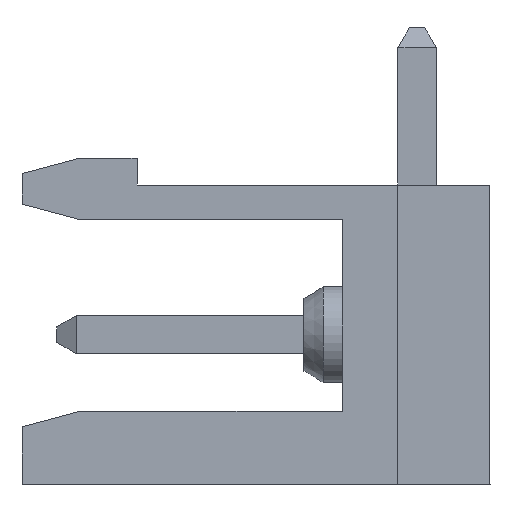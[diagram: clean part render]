
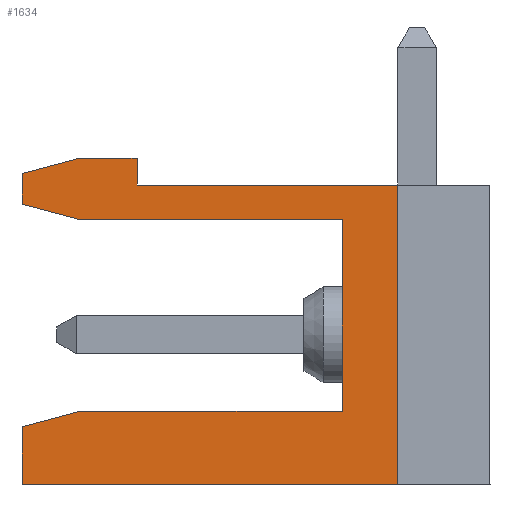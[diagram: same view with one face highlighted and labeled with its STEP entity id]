
A CAD part, left-side view. The second image highlights one B-rep face of the part: STEP entity #1634.
In plain terms, the highlighted planar face has unit normal (-1, 0, 0).
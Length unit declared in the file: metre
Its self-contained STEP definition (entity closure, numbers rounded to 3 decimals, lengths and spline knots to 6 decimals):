
#1634=ADVANCED_FACE('',(#3340),#3341,.F.);
#3340=FACE_OUTER_BOUND('',#5071,.T.);
#3341=PLANE('',#5072);
#5071=EDGE_LOOP('',(#9882,#9883,#9884,#9885,#9886,#9887,#9888,#9889,#9890,#9891,#9892,#9893,#9894));
#5072=AXIS2_PLACEMENT_3D('',#9895,#9896,#9897);
#9882=ORIENTED_EDGE('',*,*,#11416,.F.);
#9883=ORIENTED_EDGE('',*,*,#10681,.F.);
#9884=ORIENTED_EDGE('',*,*,#11767,.F.);
#9885=ORIENTED_EDGE('',*,*,#11030,.F.);
#9886=ORIENTED_EDGE('',*,*,#11684,.F.);
#9887=ORIENTED_EDGE('',*,*,#11480,.F.);
#9888=ORIENTED_EDGE('',*,*,#11953,.F.);
#9889=ORIENTED_EDGE('',*,*,#11906,.T.);
#9890=ORIENTED_EDGE('',*,*,#11552,.T.);
#9891=ORIENTED_EDGE('',*,*,#10338,.F.);
#9892=ORIENTED_EDGE('',*,*,#11816,.T.);
#9893=ORIENTED_EDGE('',*,*,#11585,.F.);
#9894=ORIENTED_EDGE('',*,*,#11791,.F.);
#9895=CARTESIAN_POINT('',(-0.04482,0.0098,0.000699));
#9896=DIRECTION('',(1.0,0.,0.));
#9897=DIRECTION('',(0.,1.0,0.));
#10338=EDGE_CURVE('',#12407,#12408,#12409,.T.);
#10681=EDGE_CURVE('',#12979,#12982,#12983,.T.);
#11030=EDGE_CURVE('',#13538,#13541,#13542,.T.);
#11416=EDGE_CURVE('',#12982,#14076,#14077,.T.);
#11480=EDGE_CURVE('',#14158,#14160,#14161,.T.);
#11552=EDGE_CURVE('',#14258,#12408,#14259,.T.);
#11585=EDGE_CURVE('',#14303,#14305,#14306,.T.);
#11684=EDGE_CURVE('',#14160,#13538,#14431,.T.);
#11767=EDGE_CURVE('',#13541,#12979,#14526,.T.);
#11791=EDGE_CURVE('',#14076,#14303,#14554,.T.);
#11816=EDGE_CURVE('',#12407,#14305,#14586,.T.);
#11906=EDGE_CURVE('',#14685,#14258,#14686,.T.);
#11953=EDGE_CURVE('',#14685,#14158,#14736,.T.);
#12407=VERTEX_POINT('',#15359);
#12408=VERTEX_POINT('',#15360);
#12409=LINE('',#15361,#15362);
#12979=VERTEX_POINT('',#16189);
#12982=VERTEX_POINT('',#16193);
#12983=LINE('',#16194,#16195);
#13538=VERTEX_POINT('',#17018);
#13541=VERTEX_POINT('',#17022);
#13542=LINE('',#17023,#17024);
#14076=VERTEX_POINT('',#17825);
#14077=LINE('',#17826,#17827);
#14158=VERTEX_POINT('',#17954);
#14160=VERTEX_POINT('',#17957);
#14161=LINE('',#17958,#17959);
#14258=VERTEX_POINT('',#18106);
#14259=LINE('',#18107,#18108);
#14303=VERTEX_POINT('',#18175);
#14305=VERTEX_POINT('',#18178);
#14306=LINE('',#18179,#18180);
#14431=LINE('',#18373,#18374);
#14526=LINE('',#18515,#18516);
#14554=LINE('',#18564,#18565);
#14586=LINE('',#18613,#18614);
#14685=VERTEX_POINT('',#18762);
#14686=LINE('',#18763,#18764);
#14736=LINE('',#18835,#18836);
#15359=CARTESIAN_POINT('',(-0.04482,0.00145,-0.005901));
#15360=CARTESIAN_POINT('',(-0.04482,0.00145,-0.000901));
#15361=CARTESIAN_POINT('',(-0.04482,0.00145,-0.000901));
#15362=VECTOR('',#19168,1.0);
#16189=CARTESIAN_POINT('',(-0.04482,0.,0.));
#16193=CARTESIAN_POINT('',(-0.04482,0.,-0.007801));
#16194=CARTESIAN_POINT('',(-0.04482,0.,-0.007801));
#16195=VECTOR('',#19493,1.0);
#17018=CARTESIAN_POINT('',(-0.04482,0.0068,0.000699));
#17022=CARTESIAN_POINT('',(-0.04482,0.0068,0.));
#17023=CARTESIAN_POINT('',(-0.04482,0.0068,0.000299));
#17024=VECTOR('',#19790,1.0);
#17825=CARTESIAN_POINT('',(-0.04482,0.0098,-0.007801));
#17826=CARTESIAN_POINT('',(-0.04482,0.0098,-0.007801));
#17827=VECTOR('',#20097,1.0);
#17954=CARTESIAN_POINT('',(-0.04482,0.0098,0.000299));
#17957=CARTESIAN_POINT('',(-0.04482,0.008307,0.000699));
#17958=CARTESIAN_POINT('',(-0.04482,0.008307,0.000699));
#17959=VECTOR('',#20145,1.0);
#18106=CARTESIAN_POINT('',(-0.04482,0.008307,-0.000901));
#18107=CARTESIAN_POINT('',(-0.04482,0.0015,-0.000901));
#18108=VECTOR('',#20202,1.0);
#18175=CARTESIAN_POINT('',(-0.04482,0.0098,-0.006303));
#18178=CARTESIAN_POINT('',(-0.04482,0.0083,-0.005901));
#18179=CARTESIAN_POINT('',(-0.04482,0.0083,-0.005901));
#18180=VECTOR('',#20227,1.0);
#18373=CARTESIAN_POINT('',(-0.04482,0.0068,0.000699));
#18374=VECTOR('',#20296,1.0);
#18515=CARTESIAN_POINT('',(-0.04482,0.,0.));
#18516=VECTOR('',#20352,1.0);
#18564=CARTESIAN_POINT('',(-0.04482,0.0098,-0.006303));
#18565=VECTOR('',#20373,1.0);
#18613=CARTESIAN_POINT('',(-0.04482,0.0015,-0.005901));
#18614=VECTOR('',#20396,1.0);
#18762=CARTESIAN_POINT('',(-0.04482,0.0098,-0.000501));
#18763=CARTESIAN_POINT('',(-0.04482,0.001956,-0.002603));
#18764=VECTOR('',#20443,1.0);
#18835=CARTESIAN_POINT('',(-0.04482,0.0098,-0.006303));
#18836=VECTOR('',#20471,1.0);
#19168=DIRECTION('',(0.,0.,1.0));
#19493=DIRECTION('',(0.,0.,-1.0));
#19790=DIRECTION('',(0.,0.,-1.0));
#20097=DIRECTION('',(0.,1.0,0.));
#20145=DIRECTION('',(0.,-0.966,0.259));
#20202=DIRECTION('',(0.,-1.0,0.));
#20227=DIRECTION('',(0.,-0.966,0.259));
#20296=DIRECTION('',(0.,-1.0,0.));
#20352=DIRECTION('',(0.,-1.0,0.));
#20373=DIRECTION('',(0.,0.,1.0));
#20396=DIRECTION('',(0.,1.0,0.));
#20443=DIRECTION('',(0.,-0.966,-0.259));
#20471=DIRECTION('',(0.,0.,1.0));
